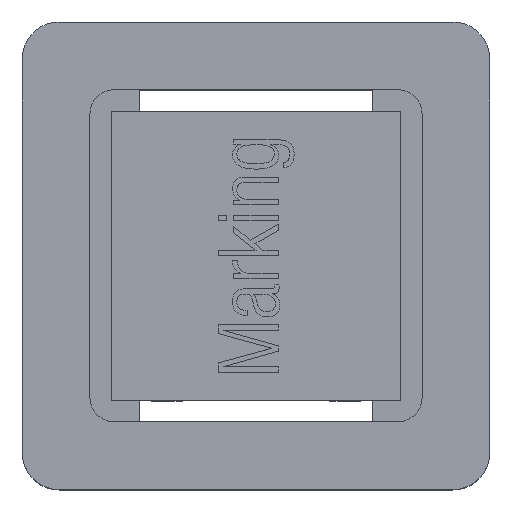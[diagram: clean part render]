
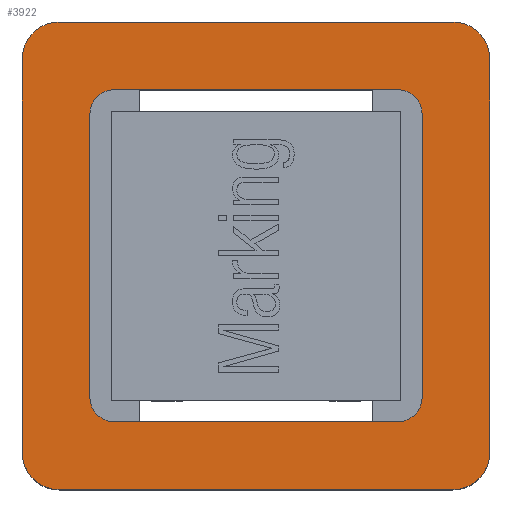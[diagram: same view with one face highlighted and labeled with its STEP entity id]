
A CAD part, top view. The second image highlights one B-rep face of the part: STEP entity #3922.
In plain terms, the highlighted planar face has unit normal (0, 0, 1).
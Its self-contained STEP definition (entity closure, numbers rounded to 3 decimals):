
#126=FACE_BOUND('',#346,.T.);
#139=FACE_OUTER_BOUND('',#345,.T.);
#345=EDGE_LOOP('',(#2451,#2452,#2453,#2454,#2455,#2456,#2457,#2458));
#346=EDGE_LOOP('',(#2459,#2460,#2461,#2462,#2463,#2464,#2465,#2466));
#564=LINE('',#5476,#1007);
#565=LINE('',#5480,#1008);
#566=LINE('',#5484,#1009);
#567=LINE('',#5487,#1010);
#568=LINE('',#5492,#1011);
#569=LINE('',#5496,#1012);
#570=LINE('',#5500,#1013);
#571=LINE('',#5503,#1014);
#1007=VECTOR('',#4468,1000.);
#1008=VECTOR('',#4471,1000.);
#1009=VECTOR('',#4474,1000.);
#1010=VECTOR('',#4477,1000.);
#1011=VECTOR('',#4480,1000.);
#1012=VECTOR('',#4483,1000.);
#1013=VECTOR('',#4486,1000.);
#1014=VECTOR('',#4489,1000.);
#1450=CIRCLE('',#4180,0.3);
#1451=CIRCLE('',#4181,0.3);
#1452=CIRCLE('',#4182,0.3);
#1453=CIRCLE('',#4183,0.3);
#1454=CIRCLE('',#4184,0.2);
#1455=CIRCLE('',#4185,0.2);
#1456=CIRCLE('',#4186,0.2);
#1457=CIRCLE('',#4187,0.2);
#1530=VERTEX_POINT('',#5472);
#1531=VERTEX_POINT('',#5473);
#1532=VERTEX_POINT('',#5475);
#1533=VERTEX_POINT('',#5477);
#1534=VERTEX_POINT('',#5479);
#1535=VERTEX_POINT('',#5481);
#1536=VERTEX_POINT('',#5483);
#1537=VERTEX_POINT('',#5485);
#1538=VERTEX_POINT('',#5488);
#1539=VERTEX_POINT('',#5489);
#1540=VERTEX_POINT('',#5491);
#1541=VERTEX_POINT('',#5493);
#1542=VERTEX_POINT('',#5495);
#1543=VERTEX_POINT('',#5497);
#1544=VERTEX_POINT('',#5499);
#1545=VERTEX_POINT('',#5501);
#1896=EDGE_CURVE('',#1530,#1531,#1450,.T.);
#1897=EDGE_CURVE('',#1531,#1532,#564,.T.);
#1898=EDGE_CURVE('',#1532,#1533,#1451,.T.);
#1899=EDGE_CURVE('',#1533,#1534,#565,.T.);
#1900=EDGE_CURVE('',#1534,#1535,#1452,.T.);
#1901=EDGE_CURVE('',#1535,#1536,#566,.T.);
#1902=EDGE_CURVE('',#1536,#1537,#1453,.T.);
#1903=EDGE_CURVE('',#1537,#1530,#567,.T.);
#1904=EDGE_CURVE('',#1538,#1539,#1454,.T.);
#1905=EDGE_CURVE('',#1540,#1538,#568,.T.);
#1906=EDGE_CURVE('',#1541,#1540,#1455,.T.);
#1907=EDGE_CURVE('',#1542,#1541,#569,.T.);
#1908=EDGE_CURVE('',#1543,#1542,#1456,.T.);
#1909=EDGE_CURVE('',#1544,#1543,#570,.T.);
#1910=EDGE_CURVE('',#1545,#1544,#1457,.T.);
#1911=EDGE_CURVE('',#1539,#1545,#571,.T.);
#2451=ORIENTED_EDGE('',*,*,#1896,.T.);
#2452=ORIENTED_EDGE('',*,*,#1897,.T.);
#2453=ORIENTED_EDGE('',*,*,#1898,.T.);
#2454=ORIENTED_EDGE('',*,*,#1899,.T.);
#2455=ORIENTED_EDGE('',*,*,#1900,.T.);
#2456=ORIENTED_EDGE('',*,*,#1901,.T.);
#2457=ORIENTED_EDGE('',*,*,#1902,.T.);
#2458=ORIENTED_EDGE('',*,*,#1903,.T.);
#2459=ORIENTED_EDGE('',*,*,#1904,.F.);
#2460=ORIENTED_EDGE('',*,*,#1905,.F.);
#2461=ORIENTED_EDGE('',*,*,#1906,.F.);
#2462=ORIENTED_EDGE('',*,*,#1907,.F.);
#2463=ORIENTED_EDGE('',*,*,#1908,.F.);
#2464=ORIENTED_EDGE('',*,*,#1909,.F.);
#2465=ORIENTED_EDGE('',*,*,#1910,.F.);
#2466=ORIENTED_EDGE('',*,*,#1911,.F.);
#3561=PLANE('',#4179);
#3922=ADVANCED_FACE('',(#139,#126),#3561,.T.);
#4179=AXIS2_PLACEMENT_3D('',#5471,#4464,#4465);
#4180=AXIS2_PLACEMENT_3D('',#5474,#4466,#4467);
#4181=AXIS2_PLACEMENT_3D('',#5478,#4469,#4470);
#4182=AXIS2_PLACEMENT_3D('',#5482,#4472,#4473);
#4183=AXIS2_PLACEMENT_3D('',#5486,#4475,#4476);
#4184=AXIS2_PLACEMENT_3D('',#5490,#4478,#4479);
#4185=AXIS2_PLACEMENT_3D('',#5494,#4481,#4482);
#4186=AXIS2_PLACEMENT_3D('',#5498,#4484,#4485);
#4187=AXIS2_PLACEMENT_3D('',#5502,#4487,#4488);
#4464=DIRECTION('center_axis',(0.,0.,1.));
#4465=DIRECTION('ref_axis',(1.,0.,0.));
#4466=DIRECTION('center_axis',(0.,0.,1.));
#4467=DIRECTION('ref_axis',(1.,0.,0.));
#4468=DIRECTION('',(1.,0.,0.));
#4469=DIRECTION('center_axis',(0.,0.,1.));
#4470=DIRECTION('ref_axis',(-1.,0.,0.));
#4471=DIRECTION('',(0.,1.,0.));
#4472=DIRECTION('center_axis',(0.,0.,1.));
#4473=DIRECTION('ref_axis',(1.,0.,0.));
#4474=DIRECTION('',(-1.,0.,0.));
#4475=DIRECTION('center_axis',(0.,0.,1.));
#4476=DIRECTION('ref_axis',(1.,0.,0.));
#4477=DIRECTION('',(0.,-1.,0.));
#4478=DIRECTION('center_axis',(0.,0.,1.));
#4479=DIRECTION('ref_axis',(1.,0.,0.));
#4480=DIRECTION('',(0.,-1.,0.));
#4481=DIRECTION('center_axis',(0.,0.,1.));
#4482=DIRECTION('ref_axis',(1.,0.,0.));
#4483=DIRECTION('',(-1.,0.,0.));
#4484=DIRECTION('center_axis',(0.,0.,1.));
#4485=DIRECTION('ref_axis',(1.,0.,0.));
#4486=DIRECTION('',(0.,1.,0.));
#4487=DIRECTION('center_axis',(0.,0.,1.));
#4488=DIRECTION('ref_axis',(-1.,0.,0.));
#4489=DIRECTION('',(1.,0.,0.));
#5471=CARTESIAN_POINT('Origin',(-1.6,-1.6,1.8));
#5472=CARTESIAN_POINT('',(-1.9,-1.6,1.8));
#5473=CARTESIAN_POINT('',(-1.6,-1.9,1.8));
#5474=CARTESIAN_POINT('Origin',(-1.6,-1.6,1.8));
#5475=CARTESIAN_POINT('',(1.6,-1.9,1.8));
#5476=CARTESIAN_POINT('',(-1.6,-1.9,1.8));
#5477=CARTESIAN_POINT('',(1.9,-1.6,1.8));
#5478=CARTESIAN_POINT('Origin',(1.6,-1.6,1.8));
#5479=CARTESIAN_POINT('',(1.9,1.6,1.8));
#5480=CARTESIAN_POINT('',(1.9,-1.6,1.8));
#5481=CARTESIAN_POINT('',(1.6,1.9,1.8));
#5482=CARTESIAN_POINT('Origin',(1.6,1.6,1.8));
#5483=CARTESIAN_POINT('',(-1.6,1.9,1.8));
#5484=CARTESIAN_POINT('',(1.6,1.9,1.8));
#5485=CARTESIAN_POINT('',(-1.9,1.6,1.8));
#5486=CARTESIAN_POINT('Origin',(-1.6,1.6,1.8));
#5487=CARTESIAN_POINT('',(-1.9,1.6,1.8));
#5488=CARTESIAN_POINT('',(-1.35,-1.15,1.8));
#5489=CARTESIAN_POINT('',(-1.15,-1.35,1.8));
#5490=CARTESIAN_POINT('Origin',(-1.15,-1.15,1.8));
#5491=CARTESIAN_POINT('',(-1.35,1.15,1.8));
#5492=CARTESIAN_POINT('',(-1.35,1.15,1.8));
#5493=CARTESIAN_POINT('',(-1.15,1.35,1.8));
#5494=CARTESIAN_POINT('Origin',(-1.15,1.15,1.8));
#5495=CARTESIAN_POINT('',(1.15,1.35,1.8));
#5496=CARTESIAN_POINT('',(1.15,1.35,1.8));
#5497=CARTESIAN_POINT('',(1.35,1.15,1.8));
#5498=CARTESIAN_POINT('Origin',(1.15,1.15,1.8));
#5499=CARTESIAN_POINT('',(1.35,-1.15,1.8));
#5500=CARTESIAN_POINT('',(1.35,-1.15,1.8));
#5501=CARTESIAN_POINT('',(1.15,-1.35,1.8));
#5502=CARTESIAN_POINT('Origin',(1.15,-1.15,1.8));
#5503=CARTESIAN_POINT('',(-1.15,-1.35,1.8));
